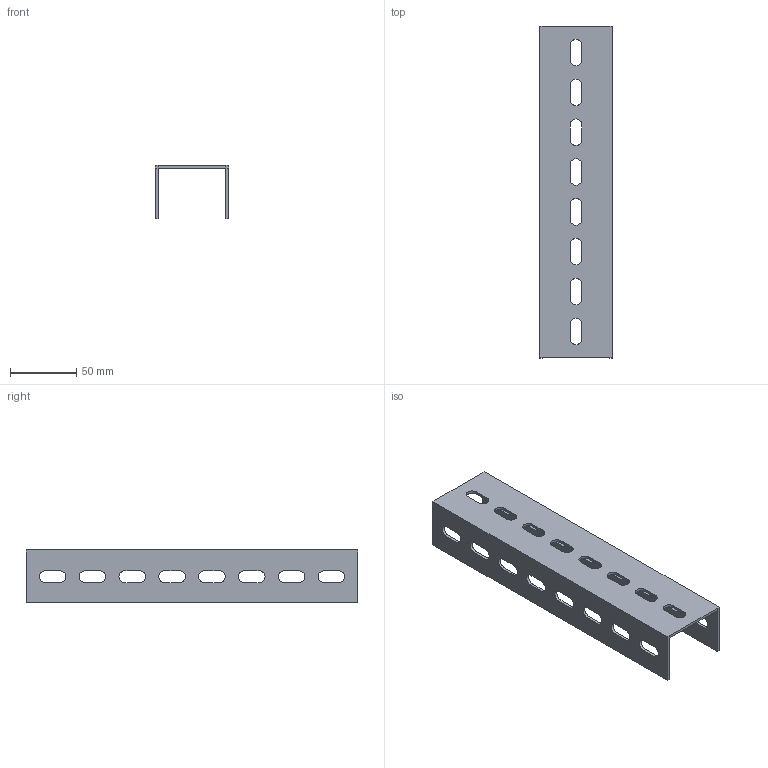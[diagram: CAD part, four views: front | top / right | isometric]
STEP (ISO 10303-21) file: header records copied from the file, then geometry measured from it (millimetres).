
FILE_DESCRIPTION (( 'STEP AP203' ), '1' );
FILE_NAME ('CLP1Z-250-M-HDZ Ïðîôèëü ïåðôîðèðîâàííûé 250 IEK HDZ.STEP', '2016-03-22T12:05:20', ( '' ), ( '' ), 'SwSTEP 2.0', 'SolidWorks 2014', '' );
FILE_SCHEMA (( 'CONFIG_CONTROL_DESIGN' ));
Length unit declared in the file: millimetre
Products named in the file (1): CLP1Z-250-M-HDZ Ïðîôèëü ïåðôîðèðîâàííûé 250 IEK HDZ
Bounding box: 55 x 250 x 40 mm (x, y, z)
Volume: 57694.4 mm3; surface area: 61631.5 mm2
Topology: 1 solids, 1 shells, 114 faces, 328 edges, 216 vertices
Faces by surface type: plane 66, cylinder 48
Entity records: 3917 total; most frequent: CARTESIAN_POINT 659, ORIENTED_EDGE 656, DIRECTION 654, EDGE_CURVE 328, LINE 232, VECTOR 232, VERTEX_POINT 216, AXIS2_PLACEMENT_3D 211
